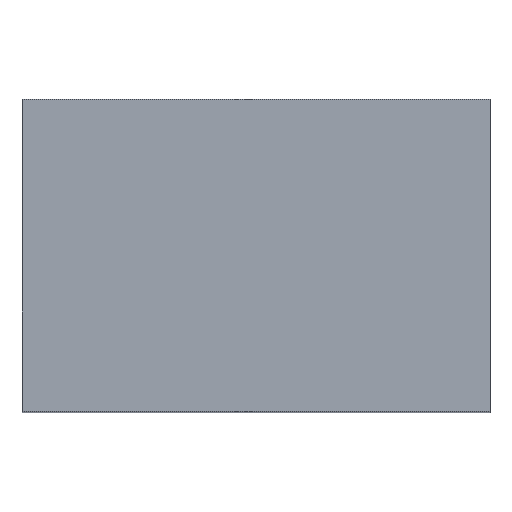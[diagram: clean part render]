
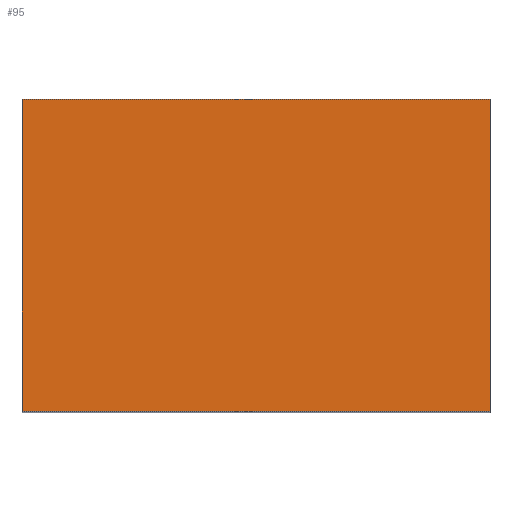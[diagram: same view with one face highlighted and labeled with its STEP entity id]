
A CAD part, top view. The second image highlights one B-rep face of the part: STEP entity #95.
In plain terms, the highlighted planar face has unit normal (0, 0, 1).
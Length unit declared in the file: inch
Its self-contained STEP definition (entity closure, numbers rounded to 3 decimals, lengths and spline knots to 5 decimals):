
#6 = VERTEX_POINT ( 'NONE', #167 ) ;
#13 = FACE_OUTER_BOUND ( 'NONE', #117, .T. ) ;
#19 = ORIENTED_EDGE ( 'NONE', *, *, #29, .T. ) ;
#27 = DIRECTION ( 'NONE',  ( 0., -1., 0. ) ) ;
#29 = EDGE_CURVE ( 'NONE', #6, #86, #149, .T. ) ;
#30 = ORIENTED_EDGE ( 'NONE', *, *, #123, .F. ) ;
#34 = VECTOR ( 'NONE', #113, 39.37008 ) ;
#37 = PLANE ( 'NONE',  #160 ) ;
#41 = LINE ( 'NONE', #171, #97 ) ;
#50 = LINE ( 'NONE', #185, #159 ) ;
#64 = CARTESIAN_POINT ( 'NONE',  ( -0.59055, 0.3937, 0. ) ) ;
#75 = DIRECTION ( 'NONE',  ( -1., 0., 0. ) ) ;
#79 = CARTESIAN_POINT ( 'NONE',  ( 0., 0.3937, 0. ) ) ;
#86 = VERTEX_POINT ( 'NONE', #122 ) ;
#88 = DIRECTION ( 'NONE',  ( 0., 0., -1. ) ) ;
#91 = CARTESIAN_POINT ( 'NONE',  ( 0., 0., 0. ) ) ;
#95 = ADVANCED_FACE ( 'NONE', ( #13 ), #37, .F. ) ;
#97 = VECTOR ( 'NONE', #27, 39.37008 ) ;
#103 = VERTEX_POINT ( 'NONE', #64 ) ;
#113 = DIRECTION ( 'NONE',  ( 0., -1., 0. ) ) ;
#117 = EDGE_LOOP ( 'NONE', ( #19, #176, #30, #164 ) ) ;
#119 = DIRECTION ( 'NONE',  ( 1., 0., 0. ) ) ;
#120 = CARTESIAN_POINT ( 'NONE',  ( 0., 0.3937, 0. ) ) ;
#122 = CARTESIAN_POINT ( 'NONE',  ( 0., 0., 0. ) ) ;
#123 = EDGE_CURVE ( 'NONE', #103, #131, #50, .T. ) ;
#131 = VERTEX_POINT ( 'NONE', #120 ) ;
#135 = CARTESIAN_POINT ( 'NONE',  ( 0., 0.3937, 0. ) ) ;
#149 = LINE ( 'NONE', #91, #178 ) ;
#159 = VECTOR ( 'NONE', #186, 39.37008 ) ;
#160 = AXIS2_PLACEMENT_3D ( 'NONE', #135, #88, #75 ) ;
#164 = ORIENTED_EDGE ( 'NONE', *, *, #184, .T. ) ;
#167 = CARTESIAN_POINT ( 'NONE',  ( -0.59055, 0., 0. ) ) ;
#171 = CARTESIAN_POINT ( 'NONE',  ( -0.59055, 0.3937, 0. ) ) ;
#173 = LINE ( 'NONE', #79, #34 ) ;
#174 = EDGE_CURVE ( 'NONE', #131, #86, #173, .T. ) ;
#176 = ORIENTED_EDGE ( 'NONE', *, *, #174, .F. ) ;
#178 = VECTOR ( 'NONE', #119, 39.37008 ) ;
#184 = EDGE_CURVE ( 'NONE', #103, #6, #41, .T. ) ;
#185 = CARTESIAN_POINT ( 'NONE',  ( 0., 0.3937, 0. ) ) ;
#186 = DIRECTION ( 'NONE',  ( 1., 0., 0. ) ) ;
